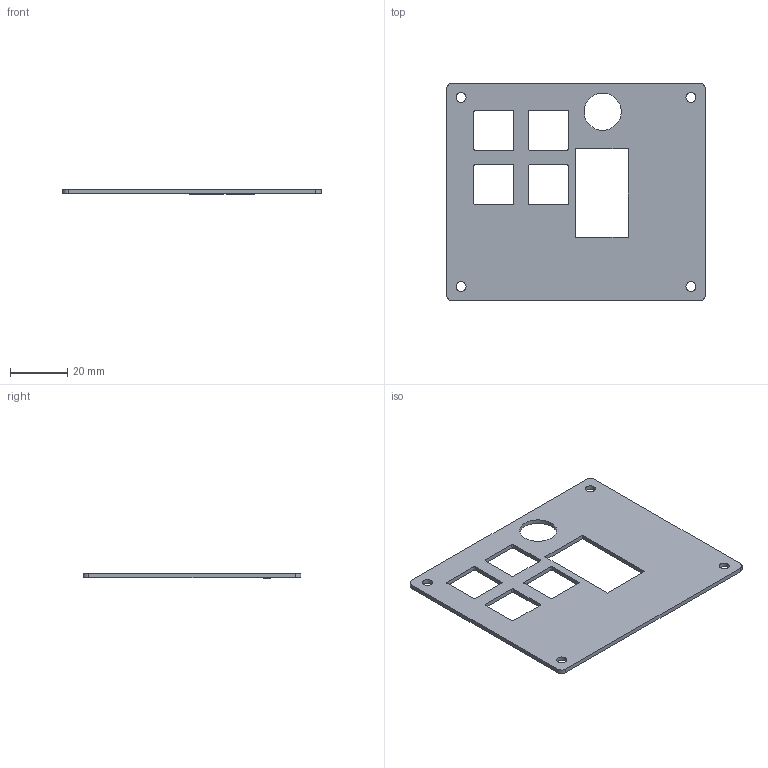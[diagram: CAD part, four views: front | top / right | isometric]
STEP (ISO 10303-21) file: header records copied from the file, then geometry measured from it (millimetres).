
FILE_DESCRIPTION(/* description */ (''),/* implementation_level */ '2;1');
FILE_NAME(/* name */ 'ataboy lid.step',/* time_stamp */ '2026-02-07T11:39:18Z',/* author */ (''),/* organization */ (''),/* preprocessor_version */ 'ST-DEVELOPER v20.1',/* originating_system */ 'Autodesk Translation Framework v14.24.0.0',/* authorisation */ '');
FILE_SCHEMA (('AUTOMOTIVE_DESIGN { 1 0 10303 214 3 1 1 }'));
Length unit declared in the file: millimetre
Products named in the file (1): 2026-02-01-18-31-52-347
Bounding box: 90.44 x 76.15 x 1.7 mm (x, y, z)
Volume: 8036.4 mm3; surface area: 11837.8 mm2
Topology: 1 solids, 1 shells, 454 faces, 1284 edges, 856 vertices
Faces by surface type: bspline 308, plane 121, cylinder 25
Full cylindrical faces by diameter (mm): 3.5 x4, 13 x1
Entity records: 17591 total; most frequent: CARTESIAN_POINT 7831, ORIENTED_EDGE 2568, EDGE_CURVE 1284, DIRECTION 1012, VERTEX_POINT 856, LINE 618, VECTOR 618, B_SPLINE_CURVE_WITH_KNOTS 616
